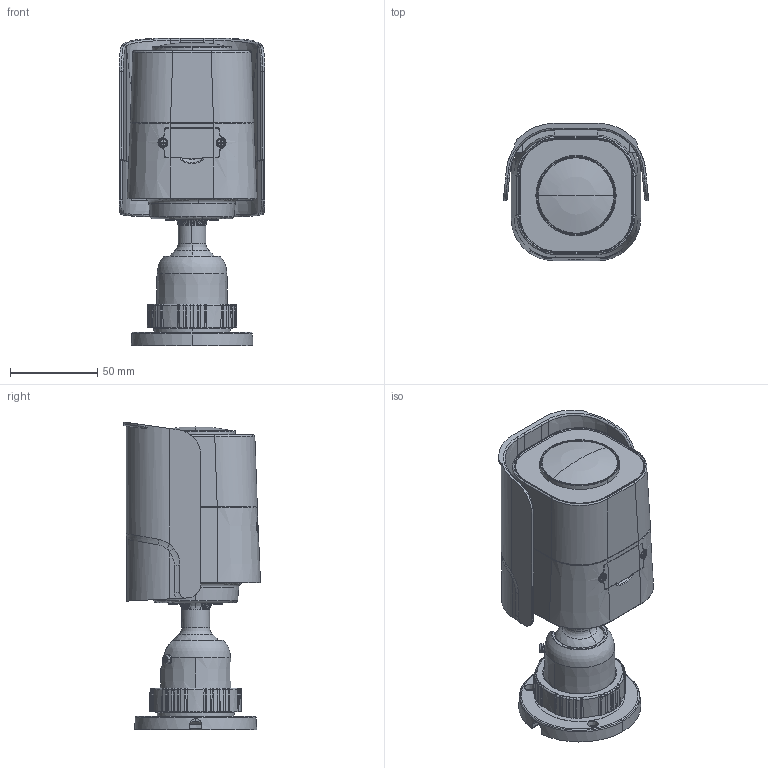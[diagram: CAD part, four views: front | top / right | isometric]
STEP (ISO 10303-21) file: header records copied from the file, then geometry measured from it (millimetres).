
FILE_DESCRIPTION((''),'2;1');
FILE_NAME('C261HL_MVF_BULLET','2021-02-22T',('Ian.Chang'),(''),'PRO/ENGINEER BY PARAMETRIC TECHNOLOGY CORPORATION, 2011490','PRO/ENGINEER BY PARAMETRIC TECHNOLOGY CORPORATION, 2011490','');
FILE_SCHEMA(('CONFIG_CONTROL_DESIGN'));
Products named in the file (1): C261HL_MVF_BULLET
Bounding box: 83.55 x 78.6 x 176.6 mm (x, y, z)
Volume: 466855.9 mm3; surface area: 112583.3 mm2
Topology: 2 solids, 5 shells, 2000 faces, 5118 edges, 3086 vertices
Faces by surface type: plane 710, cylinder 481, bspline 336, cone 226, torus 147, extrusion 54, sphere 42, revolution 4
Entity records: 108854 total; most frequent: CARTESIAN_POINT 64779, ORIENTED_EDGE 9953, DIRECTION 7678, EDGE_CURVE 4989, VERTEX_POINT 3270, AXIS2_PLACEMENT_3D 2791, EDGE_LOOP 2103, VECTOR 2092
